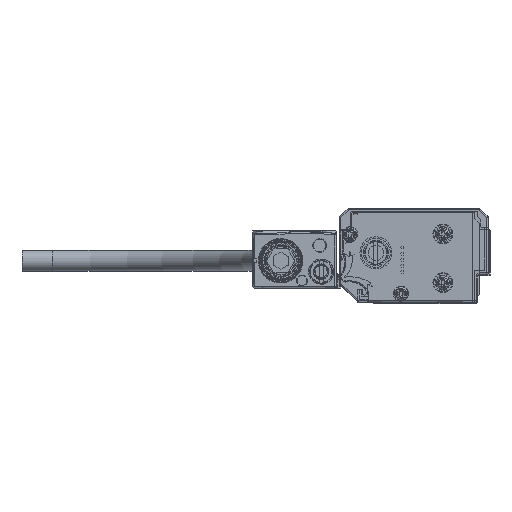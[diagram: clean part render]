
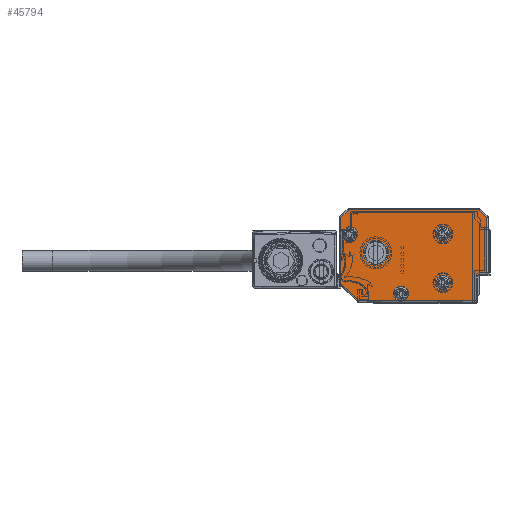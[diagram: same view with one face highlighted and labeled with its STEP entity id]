
A CAD part, left-side view. The second image highlights one B-rep face of the part: STEP entity #45794.
In plain terms, the highlighted planar face has unit normal (-1, 0, 0).
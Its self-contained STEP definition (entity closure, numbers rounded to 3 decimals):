
#45579=AXIS2_PLACEMENT_3D('Circle Axis2P3D',#45577,#45578,$) ;
#45607=AXIS2_PLACEMENT_3D('Circle Axis2P3D',#45605,#45606,$) ;
#45622=AXIS2_PLACEMENT_3D('Plane Axis2P3D',#45619,#45620,#45621) ;
#45626=AXIS2_PLACEMENT_3D('Circle Axis2P3D',#45624,#45625,$) ;
#45633=AXIS2_PLACEMENT_3D('Circle Axis2P3D',#45631,#45632,$) ;
#45640=AXIS2_PLACEMENT_3D('Circle Axis2P3D',#45638,#45639,$) ;
#45652=AXIS2_PLACEMENT_3D('Circle Axis2P3D',#45650,#45651,$) ;
#45724=AXIS2_PLACEMENT_3D('Circle Axis2P3D',#45722,#45723,$) ;
#45733=AXIS2_PLACEMENT_3D('Circle Axis2P3D',#45731,#45732,$) ;
#45742=AXIS2_PLACEMENT_3D('Circle Axis2P3D',#45740,#45741,$) ;
#45751=AXIS2_PLACEMENT_3D('Circle Axis2P3D',#45749,#45750,$) ;
#45760=AXIS2_PLACEMENT_3D('Circle Axis2P3D',#45758,#45759,$) ;
#45769=AXIS2_PLACEMENT_3D('Circle Axis2P3D',#45767,#45768,$) ;
#45778=AXIS2_PLACEMENT_3D('Circle Axis2P3D',#45776,#45777,$) ;
#45787=AXIS2_PLACEMENT_3D('Circle Axis2P3D',#45785,#45786,$) ;
#38250=CARTESIAN_POINT('Vertex',(-1873.,8.4,-1.)) ;
#38252=CARTESIAN_POINT('Vertex',(-1873.,7.,-1.)) ;
#38255=CARTESIAN_POINT('Line Origine',(-1873.,3.5,-1.)) ;
#38259=CARTESIAN_POINT('Vertex',(-1873.,21.793,-1.)) ;
#38271=CARTESIAN_POINT('Vertex',(-1873.,-17.,-1.)) ;
#38274=CARTESIAN_POINT('Line Origine',(-1873.,3.5,-1.)) ;
#45577=CARTESIAN_POINT('Axis2P3D Location',(-1873.,7.7,1.4)) ;
#45581=CARTESIAN_POINT('Vertex',(-1873.,5.2,1.4)) ;
#45602=CARTESIAN_POINT('Vertex',(-1873.,9.894,0.201)) ;
#45605=CARTESIAN_POINT('Axis2P3D Location',(-1873.,7.7,1.4)) ;
#45619=CARTESIAN_POINT('Axis2P3D Location',(-1873.,-21.5,13.5)) ;
#45624=CARTESIAN_POINT('Axis2P3D Location',(-1873.,7.7,1.4)) ;
#45628=CARTESIAN_POINT('Vertex',(-1873.,10.2,1.4)) ;
#45631=CARTESIAN_POINT('Axis2P3D Location',(-1873.,7.7,1.4)) ;
#45635=CARTESIAN_POINT('Vertex',(-1873.,5.506,2.599)) ;
#45638=CARTESIAN_POINT('Axis2P3D Location',(-1873.,7.7,1.4)) ;
#45643=CARTESIAN_POINT('Line Origine',(-1873.,-17.,3.1)) ;
#45647=CARTESIAN_POINT('Vertex',(-1873.,-17.,7.2)) ;
#45650=CARTESIAN_POINT('Axis2P3D Location',(-1873.,-18.,7.2)) ;
#45654=CARTESIAN_POINT('Vertex',(-1873.,-18.,8.2)) ;
#45657=CARTESIAN_POINT('Line Origine',(-1873.,-19.25,8.2)) ;
#45661=CARTESIAN_POINT('Vertex',(-1873.,-20.5,8.2)) ;
#45664=CARTESIAN_POINT('Line Origine',(-1873.,-20.5,17.246)) ;
#45668=CARTESIAN_POINT('Vertex',(-1873.,-20.5,26.293)) ;
#45671=CARTESIAN_POINT('Line Origine',(-1873.,-19.146,27.646)) ;
#45675=CARTESIAN_POINT('Vertex',(-1873.,-17.793,29.)) ;
#45678=CARTESIAN_POINT('Line Origine',(-1873.,3.5,29.)) ;
#45682=CARTESIAN_POINT('Vertex',(-1873.,24.793,29.)) ;
#45685=CARTESIAN_POINT('Line Origine',(-1873.,26.146,27.646)) ;
#45689=CARTESIAN_POINT('Vertex',(-1873.,27.5,26.293)) ;
#45692=CARTESIAN_POINT('Line Origine',(-1873.,27.5,15.5)) ;
#45696=CARTESIAN_POINT('Vertex',(-1873.,27.5,4.707)) ;
#45699=CARTESIAN_POINT('Line Origine',(-1873.,24.646,1.854)) ;
#45722=CARTESIAN_POINT('Axis2P3D Location',(-1873.,-6.,5.)) ;
#45726=CARTESIAN_POINT('Vertex',(-1873.,-3.806,3.801)) ;
#45728=CARTESIAN_POINT('Vertex',(-1873.,-8.194,6.199)) ;
#45731=CARTESIAN_POINT('Axis2P3D Location',(-1873.,-6.,5.)) ;
#45740=CARTESIAN_POINT('Axis2P3D Location',(-1873.,16.,14.8)) ;
#45744=CARTESIAN_POINT('Vertex',(-1873.,11.85,14.8)) ;
#45746=CARTESIAN_POINT('Vertex',(-1873.,20.15,14.8)) ;
#45749=CARTESIAN_POINT('Axis2P3D Location',(-1873.,16.,14.8)) ;
#45758=CARTESIAN_POINT('Axis2P3D Location',(-1873.,-6.,21.)) ;
#45762=CARTESIAN_POINT('Vertex',(-1873.,-8.194,22.199)) ;
#45764=CARTESIAN_POINT('Vertex',(-1873.,-3.806,19.801)) ;
#45767=CARTESIAN_POINT('Axis2P3D Location',(-1873.,-6.,21.)) ;
#45776=CARTESIAN_POINT('Axis2P3D Location',(-1873.,24.5,20.9)) ;
#45780=CARTESIAN_POINT('Vertex',(-1873.,22.306,22.099)) ;
#45782=CARTESIAN_POINT('Vertex',(-1873.,26.694,19.701)) ;
#45785=CARTESIAN_POINT('Axis2P3D Location',(-1873.,24.5,20.9)) ;
#38256=DIRECTION('Vector Direction',(0.,1.,0.)) ;
#38275=DIRECTION('Vector Direction',(0.,1.,0.)) ;
#45578=DIRECTION('Axis2P3D Direction',(-1.,0.,0.)) ;
#45606=DIRECTION('Axis2P3D Direction',(-1.,0.,0.)) ;
#45620=DIRECTION('Axis2P3D Direction',(1.,0.,0.)) ;
#45621=DIRECTION('Axis2P3D XDirection',(0.,1.,0.)) ;
#45625=DIRECTION('Axis2P3D Direction',(1.,0.,0.)) ;
#45632=DIRECTION('Axis2P3D Direction',(1.,0.,0.)) ;
#45639=DIRECTION('Axis2P3D Direction',(1.,0.,0.)) ;
#45644=DIRECTION('Vector Direction',(0.,0.,1.)) ;
#45651=DIRECTION('Axis2P3D Direction',(1.,0.,0.)) ;
#45658=DIRECTION('Vector Direction',(0.,-1.,0.)) ;
#45665=DIRECTION('Vector Direction',(0.,0.,1.)) ;
#45672=DIRECTION('Vector Direction',(0.,-0.707,-0.707)) ;
#45679=DIRECTION('Vector Direction',(0.,1.,0.)) ;
#45686=DIRECTION('Vector Direction',(0.,0.707,-0.707)) ;
#45693=DIRECTION('Vector Direction',(0.,0.,-1.)) ;
#45700=DIRECTION('Vector Direction',(0.,-0.707,-0.707)) ;
#45723=DIRECTION('Axis2P3D Direction',(1.,0.,0.)) ;
#45732=DIRECTION('Axis2P3D Direction',(1.,0.,0.)) ;
#45741=DIRECTION('Axis2P3D Direction',(1.,0.,0.)) ;
#45750=DIRECTION('Axis2P3D Direction',(1.,0.,0.)) ;
#45759=DIRECTION('Axis2P3D Direction',(1.,0.,0.)) ;
#45768=DIRECTION('Axis2P3D Direction',(1.,0.,0.)) ;
#45777=DIRECTION('Axis2P3D Direction',(1.,0.,0.)) ;
#45786=DIRECTION('Axis2P3D Direction',(1.,0.,0.)) ;
#38257=VECTOR('Line Direction',#38256,1.) ;
#38276=VECTOR('Line Direction',#38275,1.) ;
#45645=VECTOR('Line Direction',#45644,1.) ;
#45659=VECTOR('Line Direction',#45658,1.) ;
#45666=VECTOR('Line Direction',#45665,1.) ;
#45673=VECTOR('Line Direction',#45672,1.) ;
#45680=VECTOR('Line Direction',#45679,1.) ;
#45687=VECTOR('Line Direction',#45686,1.) ;
#45694=VECTOR('Line Direction',#45693,1.) ;
#45701=VECTOR('Line Direction',#45700,1.) ;
#45705=ORIENTED_EDGE('',*,*,#45609,.T.) ;
#45706=ORIENTED_EDGE('',*,*,#45630,.T.) ;
#45707=ORIENTED_EDGE('',*,*,#45637,.T.) ;
#45708=ORIENTED_EDGE('',*,*,#45642,.T.) ;
#45709=ORIENTED_EDGE('',*,*,#45583,.T.) ;
#45710=ORIENTED_EDGE('',*,*,#38278,.F.) ;
#45711=ORIENTED_EDGE('',*,*,#45649,.F.) ;
#45712=ORIENTED_EDGE('',*,*,#45656,.F.) ;
#45713=ORIENTED_EDGE('',*,*,#45663,.F.) ;
#45714=ORIENTED_EDGE('',*,*,#45670,.F.) ;
#45715=ORIENTED_EDGE('',*,*,#45677,.F.) ;
#45716=ORIENTED_EDGE('',*,*,#45684,.F.) ;
#45717=ORIENTED_EDGE('',*,*,#45691,.F.) ;
#45718=ORIENTED_EDGE('',*,*,#45698,.F.) ;
#45719=ORIENTED_EDGE('',*,*,#45703,.F.) ;
#45720=ORIENTED_EDGE('',*,*,#38261,.F.) ;
#45737=ORIENTED_EDGE('',*,*,#45730,.T.) ;
#45738=ORIENTED_EDGE('',*,*,#45735,.T.) ;
#45755=ORIENTED_EDGE('',*,*,#45748,.T.) ;
#45756=ORIENTED_EDGE('',*,*,#45753,.T.) ;
#45773=ORIENTED_EDGE('',*,*,#45766,.T.) ;
#45774=ORIENTED_EDGE('',*,*,#45771,.T.) ;
#45791=ORIENTED_EDGE('',*,*,#45784,.T.) ;
#45792=ORIENTED_EDGE('',*,*,#45789,.T.) ;
#45739=FACE_BOUND('',#45736,.T.) ;
#45757=FACE_BOUND('',#45754,.T.) ;
#45775=FACE_BOUND('',#45772,.T.) ;
#45793=FACE_BOUND('',#45790,.T.) ;
#45794=ADVANCED_FACE('\X2\FF8AFF9FFF70FF82\X0\ \X2\FF8EFF9EFF83FF9EFF68FF70\X0\',(#45721,#45739,#45757,#45775,#45793),#45623,.F.) ;
#45580=CIRCLE('generated circle',#45579,2.5) ;
#45608=CIRCLE('generated circle',#45607,2.5) ;
#45627=CIRCLE('generated circle',#45626,2.5) ;
#45634=CIRCLE('generated circle',#45633,2.5) ;
#45641=CIRCLE('generated circle',#45640,2.5) ;
#45653=CIRCLE('generated circle',#45652,1.) ;
#45725=CIRCLE('generated circle',#45724,2.5) ;
#45734=CIRCLE('generated circle',#45733,2.5) ;
#45743=CIRCLE('generated circle',#45742,4.15) ;
#45752=CIRCLE('generated circle',#45751,4.15) ;
#45761=CIRCLE('generated circle',#45760,2.5) ;
#45770=CIRCLE('generated circle',#45769,2.5) ;
#45779=CIRCLE('generated circle',#45778,2.5) ;
#45788=CIRCLE('generated circle',#45787,2.5) ;
#38261=EDGE_CURVE('',#38251,#38260,#38258,.T.) ;
#38278=EDGE_CURVE('',#38272,#38253,#38277,.T.) ;
#45583=EDGE_CURVE('',#45582,#38253,#45580,.F.) ;
#45609=EDGE_CURVE('',#38251,#45603,#45608,.F.) ;
#45630=EDGE_CURVE('',#45603,#45629,#45627,.T.) ;
#45637=EDGE_CURVE('',#45629,#45636,#45634,.T.) ;
#45642=EDGE_CURVE('',#45636,#45582,#45641,.T.) ;
#45649=EDGE_CURVE('',#45648,#38272,#45646,.F.) ;
#45656=EDGE_CURVE('',#45655,#45648,#45653,.F.) ;
#45663=EDGE_CURVE('',#45662,#45655,#45660,.F.) ;
#45670=EDGE_CURVE('',#45669,#45662,#45667,.F.) ;
#45677=EDGE_CURVE('',#45676,#45669,#45674,.T.) ;
#45684=EDGE_CURVE('',#45683,#45676,#45681,.F.) ;
#45691=EDGE_CURVE('',#45690,#45683,#45688,.F.) ;
#45698=EDGE_CURVE('',#45697,#45690,#45695,.F.) ;
#45703=EDGE_CURVE('',#38260,#45697,#45702,.F.) ;
#45730=EDGE_CURVE('',#45727,#45729,#45725,.T.) ;
#45735=EDGE_CURVE('',#45729,#45727,#45734,.T.) ;
#45748=EDGE_CURVE('',#45745,#45747,#45743,.T.) ;
#45753=EDGE_CURVE('',#45747,#45745,#45752,.T.) ;
#45766=EDGE_CURVE('',#45763,#45765,#45761,.T.) ;
#45771=EDGE_CURVE('',#45765,#45763,#45770,.T.) ;
#45784=EDGE_CURVE('',#45781,#45783,#45779,.T.) ;
#45789=EDGE_CURVE('',#45783,#45781,#45788,.T.) ;
#45704=EDGE_LOOP('',(#45705,#45706,#45707,#45708,#45709,#45710,#45711,#45712,#45713,#45714,#45715,#45716,#45717,#45718,#45719,#45720)) ;
#45736=EDGE_LOOP('',(#45737,#45738)) ;
#45754=EDGE_LOOP('',(#45755,#45756)) ;
#45772=EDGE_LOOP('',(#45773,#45774)) ;
#45790=EDGE_LOOP('',(#45791,#45792)) ;
#45721=FACE_OUTER_BOUND('',#45704,.T.) ;
#38258=LINE('Line',#38255,#38257) ;
#38277=LINE('Line',#38274,#38276) ;
#45646=LINE('Line',#45643,#45645) ;
#45660=LINE('Line',#45657,#45659) ;
#45667=LINE('Line',#45664,#45666) ;
#45674=LINE('Line',#45671,#45673) ;
#45681=LINE('Line',#45678,#45680) ;
#45688=LINE('Line',#45685,#45687) ;
#45695=LINE('Line',#45692,#45694) ;
#45702=LINE('Line',#45699,#45701) ;
#45623=PLANE('Plane',#45622) ;
#38251=VERTEX_POINT('',#38250) ;
#38253=VERTEX_POINT('',#38252) ;
#38260=VERTEX_POINT('',#38259) ;
#38272=VERTEX_POINT('',#38271) ;
#45582=VERTEX_POINT('',#45581) ;
#45603=VERTEX_POINT('',#45602) ;
#45629=VERTEX_POINT('',#45628) ;
#45636=VERTEX_POINT('',#45635) ;
#45648=VERTEX_POINT('',#45647) ;
#45655=VERTEX_POINT('',#45654) ;
#45662=VERTEX_POINT('',#45661) ;
#45669=VERTEX_POINT('',#45668) ;
#45676=VERTEX_POINT('',#45675) ;
#45683=VERTEX_POINT('',#45682) ;
#45690=VERTEX_POINT('',#45689) ;
#45697=VERTEX_POINT('',#45696) ;
#45727=VERTEX_POINT('',#45726) ;
#45729=VERTEX_POINT('',#45728) ;
#45745=VERTEX_POINT('',#45744) ;
#45747=VERTEX_POINT('',#45746) ;
#45763=VERTEX_POINT('',#45762) ;
#45765=VERTEX_POINT('',#45764) ;
#45781=VERTEX_POINT('',#45780) ;
#45783=VERTEX_POINT('',#45782) ;
